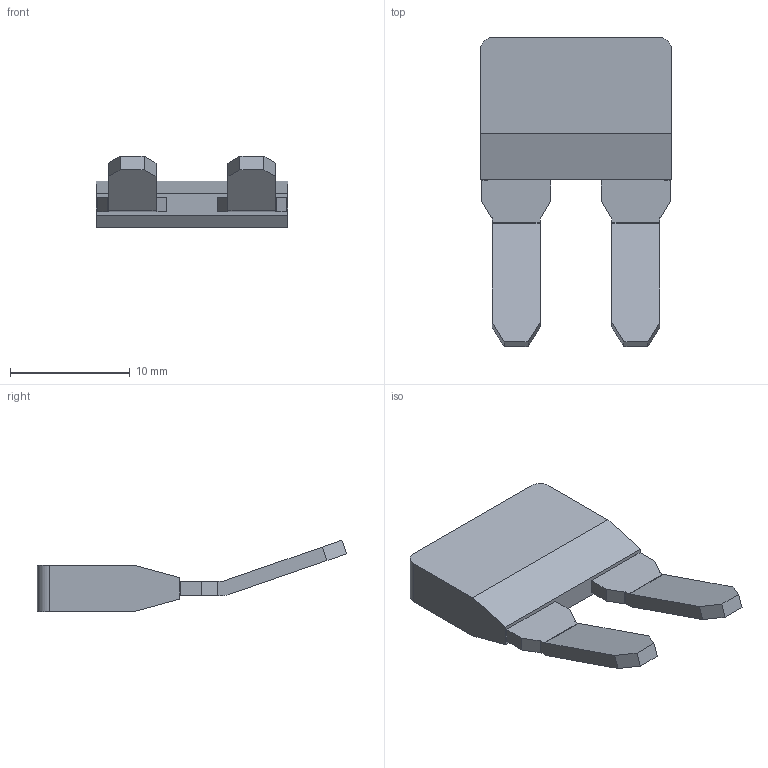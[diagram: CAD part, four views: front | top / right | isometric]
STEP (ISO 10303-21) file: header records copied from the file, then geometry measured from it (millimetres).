
FILE_DESCRIPTION (( 'STEP AP214' ), '1' );
FILE_NAME ('TKO 110_2.STP', '2013-11-14T12:48:06', ( 'arge' ), ( 'Microsoft' ), 'SwSTEP 2.0', 'SolidWorks 2013', '' );
FILE_SCHEMA (( 'AUTOMOTIVE_DESIGN' ));
Length unit declared in the file: millimetre
Products named in the file (1): TKO 110_2
Bounding box: 15.95 x 25.82 x 5.97 mm (x, y, z)
Volume: 817.2 mm3; surface area: 859.6 mm2
Topology: 1 solids, 1 shells, 48 faces, 132 edges, 88 vertices
Faces by surface type: plane 42, cylinder 6
Entity records: 2070 total; most frequent: CARTESIAN_POINT 269, ORIENTED_EDGE 264, DIRECTION 242, EDGE_CURVE 132, VECTOR 120, LINE 120, VERTEX_POINT 88, AXIS2_PLACEMENT_3D 61
